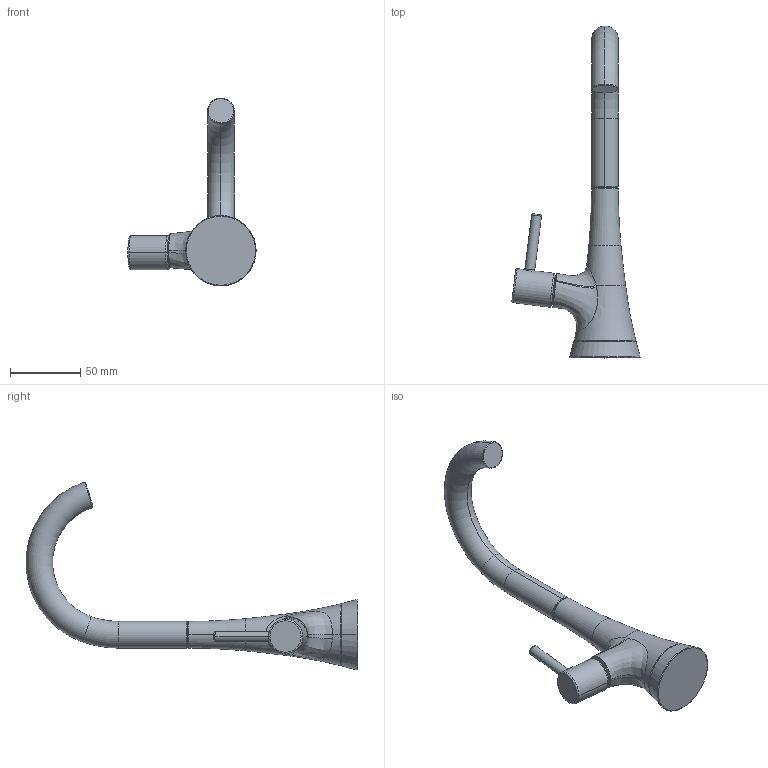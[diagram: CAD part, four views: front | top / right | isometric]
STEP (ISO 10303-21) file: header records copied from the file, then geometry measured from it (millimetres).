
FILE_DESCRIPTION((''),'2;1');
FILE_NAME('2500-5613','2021-04-21T15:23:17',('jinson.thomas'),(''),'CREO PARAMETRIC BY PTC INC, 2018400','CREO PARAMETRIC BY PTC INC, 2018400','');
FILE_SCHEMA(('CONFIG_CONTROL_DESIGN'));
Length unit declared in the file: inch
Products named in the file (1): 2500-5613
Bounding box: 91.4 x 236.37 x 133.87 mm (x, y, z)
Volume: 176117.6 mm3; surface area: 30686.7 mm2
Topology: 1 solids, 1 shells, 70 faces, 151 edges, 89 vertices
Faces by surface type: torus 32, cylinder 18, plane 10, bspline 10
Entity records: 3515 total; most frequent: CARTESIAN_POINT 1972, DIRECTION 335, ORIENTED_EDGE 302, AXIS2_PLACEMENT_3D 158, EDGE_CURVE 151, CIRCLE 98, VERTEX_POINT 89, EDGE_LOOP 76
